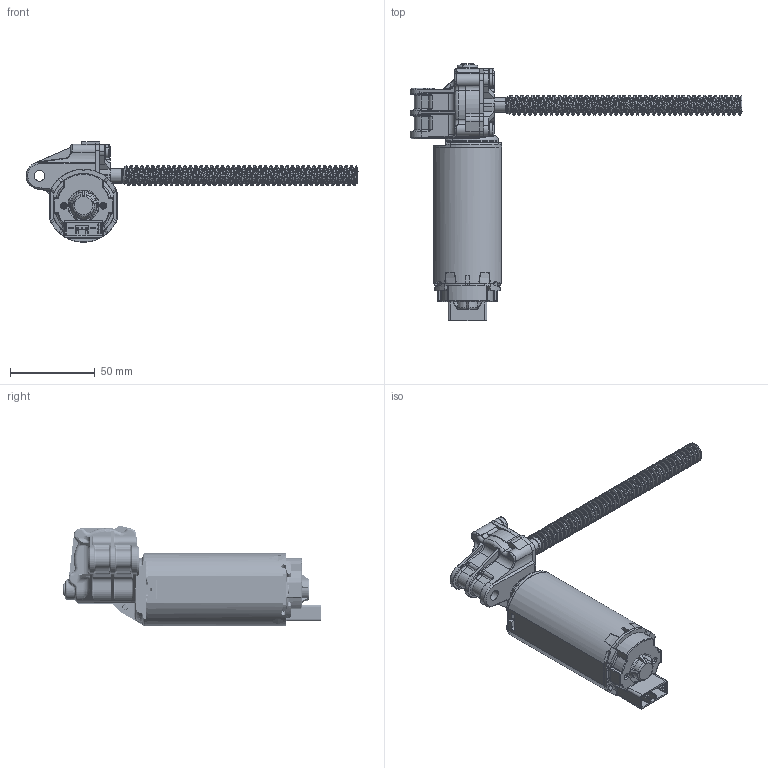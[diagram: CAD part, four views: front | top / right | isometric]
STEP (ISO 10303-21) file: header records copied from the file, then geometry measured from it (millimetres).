
FILE_DESCRIPTION(('CATIA V5 STEP Exchange'),'2;1');
FILE_NAME('2010-10-28_404-846_10000010224_MOTOR GMPG.stp','2010-10-28T11:31:51+00:00',('none'),('none'),'CATIA Version 5 Release 17 (IN-10)','CATIA V5 STEP AP214','none');
FILE_SCHEMA(('AUTOMOTIVE_DESIGN { 1 0 10303 214 1 1 1 1 }'));
Products named in the file (1): 10000010224_00_MOTOR GMPG_AllCATPart
Bounding box: 196.17 x 151.94 x 59.2 mm (x, y, z)
Volume: 90079.5 mm3; surface area: 78193.6 mm2
Topology: 13 solids, 13 shells, 3804 faces, 10070 edges, 6210 vertices
Faces by surface type: plane 1216, cylinder 1202, bspline 817, torus 294, cone 200, sphere 58, extrusion 17
Entity records: 175758 total; most frequent: CARTESIAN_POINT 94371, ORIENTED_EDGE 19914, DIRECTION 11618, EDGE_CURVE 9957, VERTEX_POINT 6210, AXIS2_PLACEMENT_3D 5460, VECTOR 3962, LINE 3945
